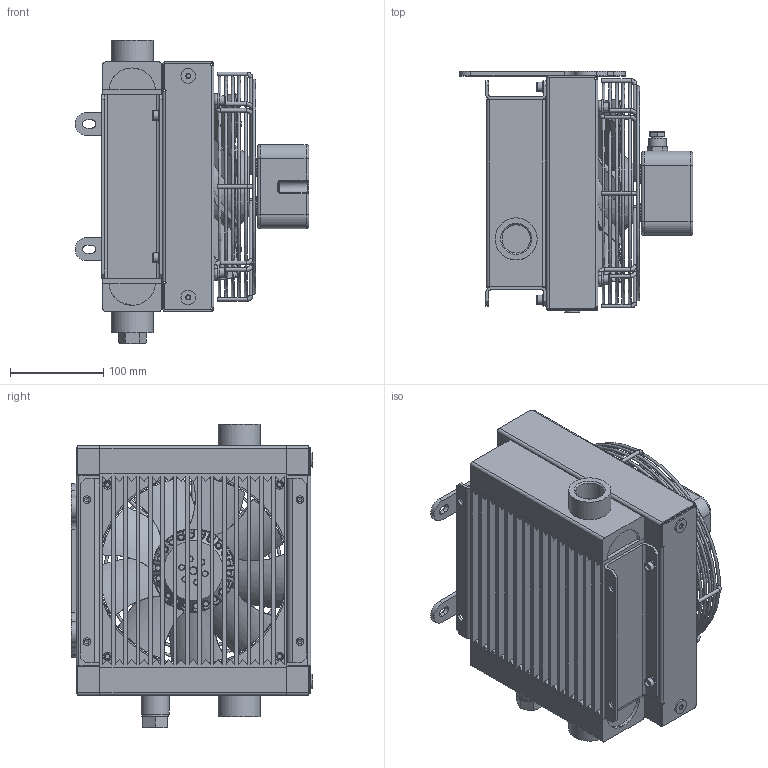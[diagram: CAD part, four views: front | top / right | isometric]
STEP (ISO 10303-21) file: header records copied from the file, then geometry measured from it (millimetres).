
FILE_DESCRIPTION((''),'2;1');
FILE_NAME('01-ENG-011982.stp','2012-10-08T10:51:36',(''),(''),'Autodesk Inventor 2011','Autodesk Inventor 2011','');
FILE_SCHEMA(('AUTOMOTIVE_DESIGN { 1 0 10303 214 1 1 1 1 }'));
Length unit declared in the file: millimetre
Products named in the file (1): Part20
Bounding box: 250 x 258 x 324.5 mm (x, y, z)
Volume: 2598186.2 mm3; surface area: 1130048.2 mm2
Topology: 2 solids, 4 shells, 1514 faces, 3571 edges, 2154 vertices
Faces by surface type: plane 589, cylinder 425, bspline 210, torus 205, cone 55, sphere 30
Full cylindrical faces by diameter (mm): 4 x24, 5 x32, 5.4 x4, 6 x14, 6.4 x4, 6.5 x4, 8 x9, 9 x1, 9.6 x12, 10 x8, 10.5 x2, 11 x1, 11.94 x1, 12 x5, 13 x1, 14.56 x1, 16 x4, 18.631 x2, 19 x1, 20 x4, 21 x2, 23 x1, 28.5 x1, 30 x1, 30.291 x2, 35 x2, 45 x2, 84 x1, 88 x2, 90 x1
Entity records: 52005 total; most frequent: CARTESIAN_POINT 18059, ORIENTED_EDGE 6434, DIRECTION 6384, EDGE_CURVE 3217, AXIS2_PLACEMENT_3D 2542, VERTEX_POINT 2095, EDGE_LOOP 2080, STYLED_ITEM 1515
